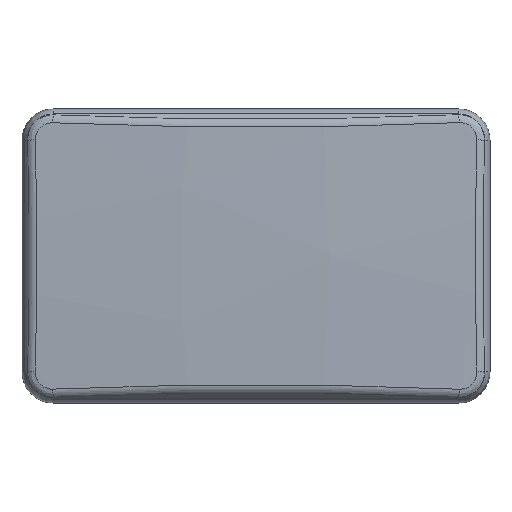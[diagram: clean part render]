
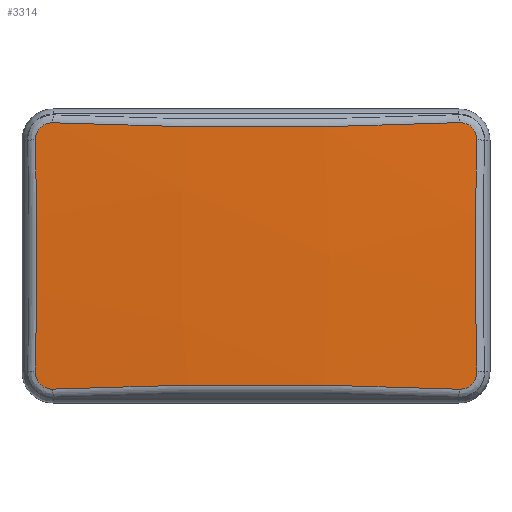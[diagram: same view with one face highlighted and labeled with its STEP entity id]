
A CAD part, top view. The second image highlights one B-rep face of the part: STEP entity #3314.
In plain terms, the highlighted spherical face has radius 218.55 mm.
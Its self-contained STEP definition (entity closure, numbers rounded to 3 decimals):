
#27=SPHERICAL_SURFACE('',#3710,218.55);
#135=B_SPLINE_CURVE_WITH_KNOTS('',3,(#6622,#6623,#6624,#6625,#6626),
 .UNSPECIFIED.,.F.,.F.,(4,1,4),(0.,0.065,0.153),
 .UNSPECIFIED.);
#137=B_SPLINE_CURVE_WITH_KNOTS('',3,(#6661,#6662,#6663,#6664,#6665),
 .UNSPECIFIED.,.F.,.F.,(4,1,4),(0.,0.066,0.154),
 .UNSPECIFIED.);
#139=B_SPLINE_CURVE_WITH_KNOTS('',3,(#6700,#6701,#6702,#6703,#6704),
 .UNSPECIFIED.,.F.,.F.,(4,1,4),(0.,0.066,
0.154),.UNSPECIFIED.);
#141=B_SPLINE_CURVE_WITH_KNOTS('',3,(#6736,#6737,#6738,#6739,#6740),
 .UNSPECIFIED.,.F.,.F.,(4,1,4),(0.,0.087,
0.153),.UNSPECIFIED.);
#387=CIRCLE('',#3686,159.334);
#393=CIRCLE('',#3693,162.703);
#397=CIRCLE('',#3698,159.214);
#401=CIRCLE('',#3703,162.703);
#605=FACE_OUTER_BOUND('',#819,.T.);
#819=EDGE_LOOP('',(#2976,#2977,#2978,#2979,#2980,#2981,#2982,#2983));
#1569=VERTEX_POINT('',#6587);
#1570=VERTEX_POINT('',#6589);
#1572=VERTEX_POINT('',#6614);
#1574=VERTEX_POINT('',#6628);
#1576=VERTEX_POINT('',#6653);
#1578=VERTEX_POINT('',#6667);
#1580=VERTEX_POINT('',#6692);
#1582=VERTEX_POINT('',#6706);
#2025=EDGE_CURVE('',#1569,#1570,#387,.T.);
#2030=EDGE_CURVE('',#1570,#1572,#135,.T.);
#2033=EDGE_CURVE('',#1572,#1574,#393,.T.);
#2036=EDGE_CURVE('',#1574,#1576,#137,.T.);
#2039=EDGE_CURVE('',#1576,#1578,#397,.T.);
#2042=EDGE_CURVE('',#1578,#1580,#139,.T.);
#2045=EDGE_CURVE('',#1580,#1582,#401,.T.);
#2047=EDGE_CURVE('',#1582,#1569,#141,.T.);
#2976=ORIENTED_EDGE('',*,*,#2025,.F.);
#2977=ORIENTED_EDGE('',*,*,#2047,.F.);
#2978=ORIENTED_EDGE('',*,*,#2045,.F.);
#2979=ORIENTED_EDGE('',*,*,#2042,.F.);
#2980=ORIENTED_EDGE('',*,*,#2039,.F.);
#2981=ORIENTED_EDGE('',*,*,#2036,.F.);
#2982=ORIENTED_EDGE('',*,*,#2033,.F.);
#2983=ORIENTED_EDGE('',*,*,#2030,.F.);
#3314=ADVANCED_FACE('',(#605),#27,.T.);
#3686=AXIS2_PLACEMENT_3D('',#6590,#4629,#4630);
#3693=AXIS2_PLACEMENT_3D('',#6632,#4643,#4644);
#3698=AXIS2_PLACEMENT_3D('',#6671,#4653,#4654);
#3703=AXIS2_PLACEMENT_3D('',#6710,#4663,#4664);
#3710=AXIS2_PLACEMENT_3D('',#6759,#4684,#4685);
#4629=DIRECTION('center_axis',(-0.766,0.,0.643));
#4630=DIRECTION('ref_axis',(0.643,0.,0.766));
#4643=DIRECTION('center_axis',(0.,0.766,
0.643));
#4644=DIRECTION('ref_axis',(0.001,-0.643,0.766));
#4653=DIRECTION('center_axis',(0.766,0.,0.643));
#4654=DIRECTION('ref_axis',(-0.643,0.,0.766));
#4663=DIRECTION('center_axis',(0.,-0.766,
0.643));
#4664=DIRECTION('ref_axis',(0.001,0.643,0.766));
#4684=DIRECTION('center_axis',(1.,0.,0.));
#4685=DIRECTION('ref_axis',(0.,-1.,0.));
#6587=CARTESIAN_POINT('',(13.99,-6.493,3.015));
#6589=CARTESIAN_POINT('',(13.99,6.493,3.015));
#6590=CARTESIAN_POINT('Origin',(-88.343,0.,-118.94));
#6614=CARTESIAN_POINT('',(14.964,7.448,3.037));
#6622=CARTESIAN_POINT('Ctrl Pts',(13.99,6.493,3.015));
#6623=CARTESIAN_POINT('Ctrl Pts',(13.985,6.711,3.008));
#6624=CARTESIAN_POINT('Ctrl Pts',(14.159,7.227,3.002));
#6625=CARTESIAN_POINT('Ctrl Pts',(14.673,7.461,3.022));
#6626=CARTESIAN_POINT('Ctrl Pts',(14.964,7.448,3.037));
#6628=CARTESIAN_POINT('',(37.701,7.456,3.028));
#6632=CARTESIAN_POINT('Origin',(26.249,111.78,-121.3));
#6653=CARTESIAN_POINT('',(38.683,6.493,3.005));
#6661=CARTESIAN_POINT('Ctrl Pts',(37.701,7.456,3.028));
#6662=CARTESIAN_POINT('Ctrl Pts',(37.921,7.466,3.016));
#6663=CARTESIAN_POINT('Ctrl Pts',(38.445,7.301,2.994));
#6664=CARTESIAN_POINT('Ctrl Pts',(38.691,6.787,2.996));
#6665=CARTESIAN_POINT('Ctrl Pts',(38.683,6.493,3.005));
#6667=CARTESIAN_POINT('',(38.683,-6.493,3.005));
#6671=CARTESIAN_POINT('Origin',(140.939,0.,-118.858));
#6692=CARTESIAN_POINT('',(37.701,-7.456,3.028));
#6700=CARTESIAN_POINT('Ctrl Pts',(38.683,-6.493,3.005));
#6701=CARTESIAN_POINT('Ctrl Pts',(38.689,-6.713,2.998));
#6702=CARTESIAN_POINT('Ctrl Pts',(38.514,-7.233,2.992));
#6703=CARTESIAN_POINT('Ctrl Pts',(37.995,-7.469,3.012));
#6704=CARTESIAN_POINT('Ctrl Pts',(37.701,-7.456,3.028));
#6706=CARTESIAN_POINT('',(14.964,-7.448,3.037));
#6710=CARTESIAN_POINT('Origin',(26.249,-111.78,-121.3));
#6736=CARTESIAN_POINT('Ctrl Pts',(14.964,-7.448,3.037));
#6737=CARTESIAN_POINT('Ctrl Pts',(14.673,-7.461,3.022));
#6738=CARTESIAN_POINT('Ctrl Pts',(14.158,-7.227,3.002));
#6739=CARTESIAN_POINT('Ctrl Pts',(13.985,-6.711,3.008));
#6740=CARTESIAN_POINT('Ctrl Pts',(13.99,-6.493,3.015));
#6759=CARTESIAN_POINT('Origin',(26.249,0.,-215.095));
